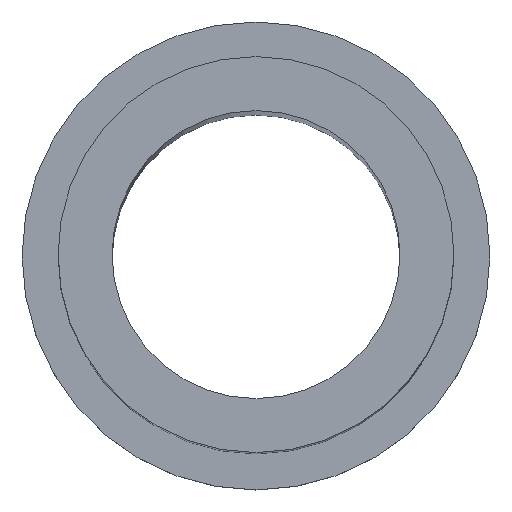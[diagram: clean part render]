
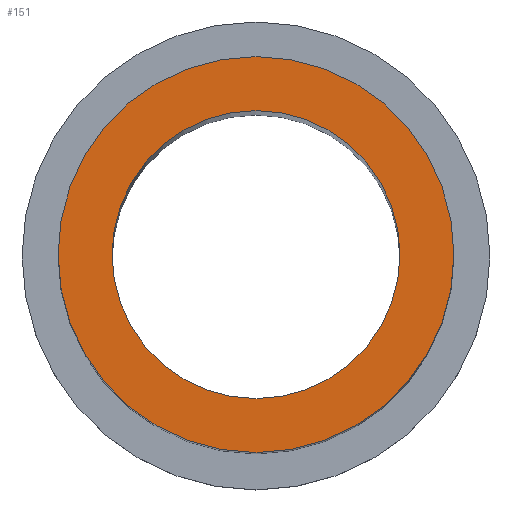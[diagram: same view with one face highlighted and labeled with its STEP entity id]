
A CAD part, top view. The second image highlights one B-rep face of the part: STEP entity #151.
In plain terms, the highlighted planar face has unit normal (0, 0, 1).
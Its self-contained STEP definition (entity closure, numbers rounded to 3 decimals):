
#1 = DIRECTION ( 'NONE',  ( 1., 0., 0. ) ) ;
#7 = DIRECTION ( 'NONE',  ( 1., 0., 0. ) ) ;
#9 = CARTESIAN_POINT ( 'NONE',  ( 0., 0., 71.5 ) ) ;
#12 = DIRECTION ( 'NONE',  ( 0., 0., 1. ) ) ;
#26 = FACE_OUTER_BOUND ( 'NONE', #79, .T. ) ;
#37 = AXIS2_PLACEMENT_3D ( 'NONE', #248, #87, #317 ) ;
#41 = VERTEX_POINT ( 'NONE', #281 ) ;
#59 = CARTESIAN_POINT ( 'NONE',  ( -5.5, 0., 71.5 ) ) ;
#60 = AXIS2_PLACEMENT_3D ( 'NONE', #9, #12, #7 ) ;
#72 = EDGE_LOOP ( 'NONE', ( #217, #235 ) ) ;
#76 = EDGE_CURVE ( 'NONE', #332, #41, #346, .T. ) ;
#78 = AXIS2_PLACEMENT_3D ( 'NONE', #370, #222, #196 ) ;
#79 = EDGE_LOOP ( 'NONE', ( #360, #290 ) ) ;
#87 = DIRECTION ( 'NONE',  ( 0., 0., 1. ) ) ;
#112 = PLANE ( 'NONE',  #78 ) ;
#125 = DIRECTION ( 'NONE',  ( 1., 0., 0. ) ) ;
#128 = CARTESIAN_POINT ( 'NONE',  ( 0., 0., 71.5 ) ) ;
#131 = VERTEX_POINT ( 'NONE', #59 ) ;
#136 = EDGE_CURVE ( 'NONE', #131, #163, #309, .T. ) ;
#138 = FACE_BOUND ( 'NONE', #72, .T. ) ;
#151 = ADVANCED_FACE ( 'NONE', ( #26, #138 ), #112, .T. ) ;
#161 = DIRECTION ( 'NONE',  ( 0., 0., 1. ) ) ;
#163 = VERTEX_POINT ( 'NONE', #312 ) ;
#177 = AXIS2_PLACEMENT_3D ( 'NONE', #289, #195, #1 ) ;
#195 = DIRECTION ( 'NONE',  ( 0., 0., 1. ) ) ;
#196 = DIRECTION ( 'NONE',  ( 1., 0., 0. ) ) ;
#217 = ORIENTED_EDGE ( 'NONE', *, *, #76, .F. ) ;
#221 = CIRCLE ( 'NONE', #60, 4. ) ;
#222 = DIRECTION ( 'NONE',  ( 0., 0., 1. ) ) ;
#235 = ORIENTED_EDGE ( 'NONE', *, *, #323, .F. ) ;
#247 = EDGE_CURVE ( 'NONE', #163, #131, #257, .T. ) ;
#248 = CARTESIAN_POINT ( 'NONE',  ( 0., 0., 71.5 ) ) ;
#251 = AXIS2_PLACEMENT_3D ( 'NONE', #128, #161, #125 ) ;
#257 = CIRCLE ( 'NONE', #251, 5.5 ) ;
#281 = CARTESIAN_POINT ( 'NONE',  ( 4., 0., 71.5 ) ) ;
#289 = CARTESIAN_POINT ( 'NONE',  ( 0., 0., 71.5 ) ) ;
#290 = ORIENTED_EDGE ( 'NONE', *, *, #247, .T. ) ;
#293 = CARTESIAN_POINT ( 'NONE',  ( -4., 0., 71.5 ) ) ;
#309 = CIRCLE ( 'NONE', #37, 5.5 ) ;
#312 = CARTESIAN_POINT ( 'NONE',  ( 5.5, 0., 71.5 ) ) ;
#317 = DIRECTION ( 'NONE',  ( 1., 0., 0. ) ) ;
#323 = EDGE_CURVE ( 'NONE', #41, #332, #221, .T. ) ;
#332 = VERTEX_POINT ( 'NONE', #293 ) ;
#346 = CIRCLE ( 'NONE', #177, 4. ) ;
#360 = ORIENTED_EDGE ( 'NONE', *, *, #136, .T. ) ;
#370 = CARTESIAN_POINT ( 'NONE',  ( 0., 0., 71.5 ) ) ;
